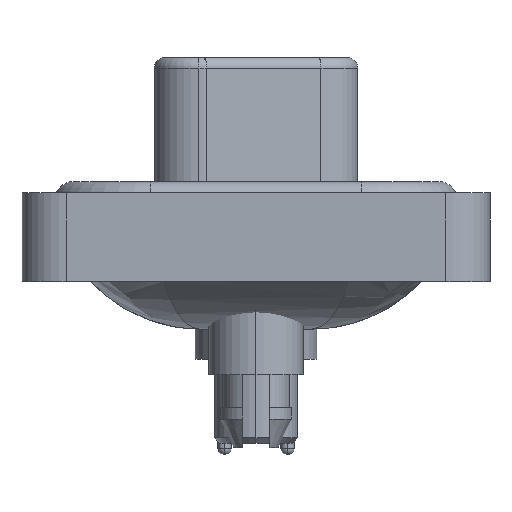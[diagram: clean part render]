
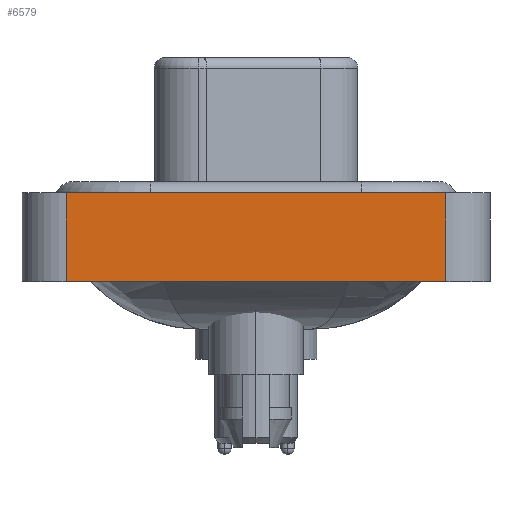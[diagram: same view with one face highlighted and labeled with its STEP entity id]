
A CAD part, left-side view. The second image highlights one B-rep face of the part: STEP entity #6579.
In plain terms, the highlighted planar face has unit normal (-1, 0, 0).
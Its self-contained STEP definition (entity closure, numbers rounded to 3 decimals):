
#112 = VERTEX_POINT ( 'NONE', #10056 ) ;
#1502 = PLANE ( 'NONE',  #7851 ) ;
#1664 = DIRECTION ( 'NONE',  ( 0., 0., 1. ) ) ;
#2160 = VECTOR ( 'NONE', #1664, 1000. ) ;
#4163 = VERTEX_POINT ( 'NONE', #13197 ) ;
#5125 = DIRECTION ( 'NONE',  ( 0., 0., 1. ) ) ;
#5492 = CARTESIAN_POINT ( 'NONE',  ( -7.35, -8.55, -3.6 ) ) ;
#5809 = LINE ( 'NONE', #5920, #22229 ) ;
#5920 = CARTESIAN_POINT ( 'NONE',  ( -7.35, -8.55, -3.6 ) ) ;
#6579 = ADVANCED_FACE ( 'NONE', ( #15579 ), #1502, .T. ) ;
#6717 = DIRECTION ( 'NONE',  ( 0., -1., 0. ) ) ;
#7851 = AXIS2_PLACEMENT_3D ( 'NONE', #17067, #8515, #15358 ) ;
#8515 = DIRECTION ( 'NONE',  ( -1., 0., 0. ) ) ;
#8723 = EDGE_CURVE ( 'NONE', #4163, #112, #10292, .T. ) ;
#10056 = CARTESIAN_POINT ( 'NONE',  ( -7.35, -8.55, 0.4 ) ) ;
#10292 = LINE ( 'NONE', #22728, #13097 ) ;
#10423 = CARTESIAN_POINT ( 'NONE',  ( -7.35, -8.55, -3.6 ) ) ;
#11939 = CARTESIAN_POINT ( 'NONE',  ( -7.35, 8.55, -3.6 ) ) ;
#12215 = CARTESIAN_POINT ( 'NONE',  ( -7.35, 8.55, -3.6 ) ) ;
#12304 = ORIENTED_EDGE ( 'NONE', *, *, #20526, .T. ) ;
#12822 = VERTEX_POINT ( 'NONE', #12215 ) ;
#13097 = VECTOR ( 'NONE', #6717, 1000. ) ;
#13197 = CARTESIAN_POINT ( 'NONE',  ( -7.35, 8.55, 0.4 ) ) ;
#13904 = EDGE_LOOP ( 'NONE', ( #19026, #18959, #16436, #12304 ) ) ;
#14582 = DIRECTION ( 'NONE',  ( 0., -1., 0. ) ) ;
#15358 = DIRECTION ( 'NONE',  ( 0., 0., 1. ) ) ;
#15579 = FACE_OUTER_BOUND ( 'NONE', #13904, .T. ) ;
#15738 = LINE ( 'NONE', #11939, #2160 ) ;
#16436 = ORIENTED_EDGE ( 'NONE', *, *, #16987, .F. ) ;
#16987 = EDGE_CURVE ( 'NONE', #12822, #4163, #15738, .T. ) ;
#17063 = EDGE_CURVE ( 'NONE', #19709, #112, #22626, .T. ) ;
#17067 = CARTESIAN_POINT ( 'NONE',  ( -7.35, -8.55, -3.6 ) ) ;
#18959 = ORIENTED_EDGE ( 'NONE', *, *, #8723, .F. ) ;
#19026 = ORIENTED_EDGE ( 'NONE', *, *, #17063, .T. ) ;
#19709 = VERTEX_POINT ( 'NONE', #5492 ) ;
#20526 = EDGE_CURVE ( 'NONE', #12822, #19709, #5809, .T. ) ;
#21291 = VECTOR ( 'NONE', #5125, 1000. ) ;
#22229 = VECTOR ( 'NONE', #14582, 1000. ) ;
#22626 = LINE ( 'NONE', #10423, #21291 ) ;
#22728 = CARTESIAN_POINT ( 'NONE',  ( -7.35, -8.55, 0.4 ) ) ;
